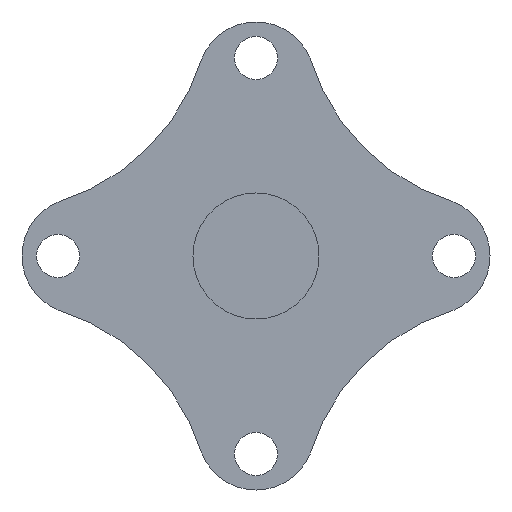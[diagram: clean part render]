
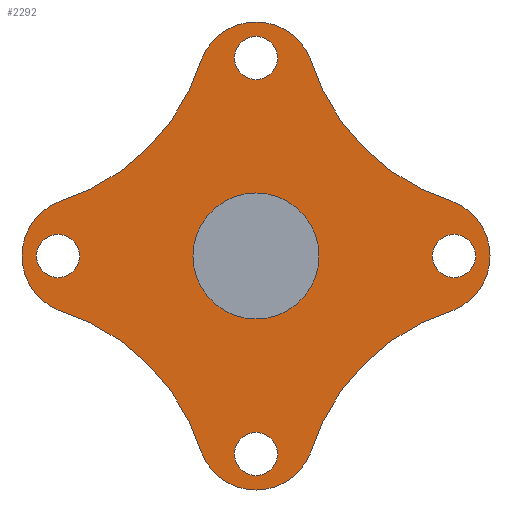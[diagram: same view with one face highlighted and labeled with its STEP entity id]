
A CAD part, left-side view. The second image highlights one B-rep face of the part: STEP entity #2292.
In plain terms, the highlighted planar face has unit normal (-1, 0, 0).
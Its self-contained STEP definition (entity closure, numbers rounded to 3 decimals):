
#17=FACE_BOUND('',#421,.T.);
#18=FACE_BOUND('',#422,.T.);
#19=FACE_BOUND('',#423,.T.);
#20=FACE_BOUND('',#424,.T.);
#21=FACE_BOUND('',#425,.T.);
#173=PLANE('',#2511);
#290=FACE_OUTER_BOUND('',#420,.T.);
#420=EDGE_LOOP('',(#2007,#2008,#2009,#2010,#2011,#2012,#2013,#2014));
#421=EDGE_LOOP('',(#2015));
#422=EDGE_LOOP('',(#2016));
#423=EDGE_LOOP('',(#2017));
#424=EDGE_LOOP('',(#2018));
#425=EDGE_LOOP('',(#2019));
#703=CIRCLE('',#2326,17.5);
#800=CIRCLE('',#2476,6.);
#802=CIRCLE('',#2479,6.);
#804=CIRCLE('',#2482,6.);
#806=CIRCLE('',#2485,6.);
#809=CIRCLE('',#2489,60.104);
#811=CIRCLE('',#2492,16.25);
#813=CIRCLE('',#2495,60.104);
#815=CIRCLE('',#2498,16.25);
#817=CIRCLE('',#2501,60.104);
#819=CIRCLE('',#2504,16.25);
#821=CIRCLE('',#2507,60.104);
#823=CIRCLE('',#2510,16.25);
#839=VERTEX_POINT('',#3113);
#1024=VERTEX_POINT('',#4590);
#1026=VERTEX_POINT('',#4596);
#1028=VERTEX_POINT('',#4602);
#1030=VERTEX_POINT('',#4608);
#1034=VERTEX_POINT('',#4617);
#1035=VERTEX_POINT('',#4619);
#1037=VERTEX_POINT('',#4625);
#1039=VERTEX_POINT('',#4631);
#1041=VERTEX_POINT('',#4637);
#1043=VERTEX_POINT('',#4643);
#1045=VERTEX_POINT('',#4649);
#1047=VERTEX_POINT('',#4655);
#1071=EDGE_CURVE('',#839,#839,#703,.T.);
#1345=EDGE_CURVE('',#1024,#1024,#800,.T.);
#1348=EDGE_CURVE('',#1026,#1026,#802,.T.);
#1351=EDGE_CURVE('',#1028,#1028,#804,.T.);
#1354=EDGE_CURVE('',#1030,#1030,#806,.T.);
#1359=EDGE_CURVE('',#1035,#1034,#809,.T.);
#1362=EDGE_CURVE('',#1037,#1035,#811,.T.);
#1365=EDGE_CURVE('',#1039,#1037,#813,.T.);
#1368=EDGE_CURVE('',#1041,#1039,#815,.T.);
#1371=EDGE_CURVE('',#1043,#1041,#817,.T.);
#1374=EDGE_CURVE('',#1045,#1043,#819,.T.);
#1377=EDGE_CURVE('',#1047,#1045,#821,.T.);
#1380=EDGE_CURVE('',#1034,#1047,#823,.T.);
#2007=ORIENTED_EDGE('',*,*,#1380,.T.);
#2008=ORIENTED_EDGE('',*,*,#1377,.T.);
#2009=ORIENTED_EDGE('',*,*,#1374,.T.);
#2010=ORIENTED_EDGE('',*,*,#1371,.T.);
#2011=ORIENTED_EDGE('',*,*,#1368,.T.);
#2012=ORIENTED_EDGE('',*,*,#1365,.T.);
#2013=ORIENTED_EDGE('',*,*,#1362,.T.);
#2014=ORIENTED_EDGE('',*,*,#1359,.T.);
#2015=ORIENTED_EDGE('',*,*,#1071,.T.);
#2016=ORIENTED_EDGE('',*,*,#1354,.T.);
#2017=ORIENTED_EDGE('',*,*,#1351,.T.);
#2018=ORIENTED_EDGE('',*,*,#1348,.T.);
#2019=ORIENTED_EDGE('',*,*,#1345,.T.);
#2292=ADVANCED_FACE('',(#290,#17,#18,#19,#20,#21),#173,.T.);
#2326=AXIS2_PLACEMENT_3D('',#3114,#2549,#2550);
#2476=AXIS2_PLACEMENT_3D('',#4591,#2938,#2939);
#2479=AXIS2_PLACEMENT_3D('',#4597,#2945,#2946);
#2482=AXIS2_PLACEMENT_3D('',#4603,#2952,#2953);
#2485=AXIS2_PLACEMENT_3D('',#4609,#2959,#2960);
#2489=AXIS2_PLACEMENT_3D('',#4620,#2969,#2970);
#2492=AXIS2_PLACEMENT_3D('',#4626,#2976,#2977);
#2495=AXIS2_PLACEMENT_3D('',#4632,#2983,#2984);
#2498=AXIS2_PLACEMENT_3D('',#4638,#2990,#2991);
#2501=AXIS2_PLACEMENT_3D('',#4644,#2997,#2998);
#2504=AXIS2_PLACEMENT_3D('',#4650,#3004,#3005);
#2507=AXIS2_PLACEMENT_3D('',#4656,#3011,#3012);
#2510=AXIS2_PLACEMENT_3D('',#4660,#3018,#3019);
#2511=AXIS2_PLACEMENT_3D('',#4661,#3020,#3021);
#2549=DIRECTION('center_axis',(1.,0.,0.));
#2550=DIRECTION('ref_axis',(0.,-1.,0.));
#2938=DIRECTION('center_axis',(1.,0.,0.));
#2939=DIRECTION('ref_axis',(0.,-1.,0.));
#2945=DIRECTION('center_axis',(1.,0.,0.));
#2946=DIRECTION('ref_axis',(0.,-1.,0.));
#2952=DIRECTION('center_axis',(1.,0.,0.));
#2953=DIRECTION('ref_axis',(0.,-1.,0.));
#2959=DIRECTION('center_axis',(1.,0.,0.));
#2960=DIRECTION('ref_axis',(0.,-1.,0.));
#2969=DIRECTION('center_axis',(1.,0.,0.));
#2970=DIRECTION('ref_axis',(0.,-0.291,-0.957));
#2976=DIRECTION('center_axis',(-1.,0.,0.));
#2977=DIRECTION('ref_axis',(0.,-0.923,0.385));
#2983=DIRECTION('center_axis',(1.,0.,0.));
#2984=DIRECTION('ref_axis',(0.,0.957,-0.291));
#2990=DIRECTION('center_axis',(-1.,0.,0.));
#2991=DIRECTION('ref_axis',(0.,-0.385,-0.923));
#2997=DIRECTION('center_axis',(1.,0.,0.));
#2998=DIRECTION('ref_axis',(0.,0.291,0.957));
#3004=DIRECTION('center_axis',(-1.,0.,0.));
#3005=DIRECTION('ref_axis',(0.,0.923,-0.385));
#3011=DIRECTION('center_axis',(1.,0.,0.));
#3012=DIRECTION('ref_axis',(0.,-0.957,0.291));
#3018=DIRECTION('center_axis',(-1.,0.,0.));
#3019=DIRECTION('ref_axis',(0.,0.385,0.923));
#3020=DIRECTION('center_axis',(-1.,0.,0.));
#3021=DIRECTION('ref_axis',(0.,-1.,0.));
#3113=CARTESIAN_POINT('',(-30.,17.5,0.));
#3114=CARTESIAN_POINT('Origin',(-30.,0.,0.));
#4590=CARTESIAN_POINT('',(-30.,-49.,0.));
#4591=CARTESIAN_POINT('Origin',(-30.,-55.,0.));
#4596=CARTESIAN_POINT('',(-30.,61.,0.));
#4597=CARTESIAN_POINT('Origin',(-30.,55.,0.));
#4602=CARTESIAN_POINT('',(-30.,6.,-55.));
#4603=CARTESIAN_POINT('Origin',(-30.,0.,-55.));
#4608=CARTESIAN_POINT('',(-30.,6.,55.));
#4609=CARTESIAN_POINT('Origin',(-30.,0.,55.));
#4617=CARTESIAN_POINT('',(-30.,55.,15.));
#4619=CARTESIAN_POINT('',(-30.,15.,55.));
#4620=CARTESIAN_POINT('Origin',(-30.,72.5,72.5));
#4625=CARTESIAN_POINT('',(-30.,-15.,55.));
#4626=CARTESIAN_POINT('Origin',(-30.,0.,48.75));
#4631=CARTESIAN_POINT('',(-30.,-55.,15.));
#4632=CARTESIAN_POINT('Origin',(-30.,-72.5,72.5));
#4637=CARTESIAN_POINT('',(-30.,-55.,-15.));
#4638=CARTESIAN_POINT('Origin',(-30.,-48.75,0.));
#4643=CARTESIAN_POINT('',(-30.,-15.,-55.));
#4644=CARTESIAN_POINT('Origin',(-30.,-72.5,-72.5));
#4649=CARTESIAN_POINT('',(-30.,15.,-55.));
#4650=CARTESIAN_POINT('Origin',(-30.,0.,-48.75));
#4655=CARTESIAN_POINT('',(-30.,55.,-15.));
#4656=CARTESIAN_POINT('Origin',(-30.,72.5,-72.5));
#4660=CARTESIAN_POINT('Origin',(-30.,48.75,0.));
#4661=CARTESIAN_POINT('Origin',(-30.,0.,0.));
